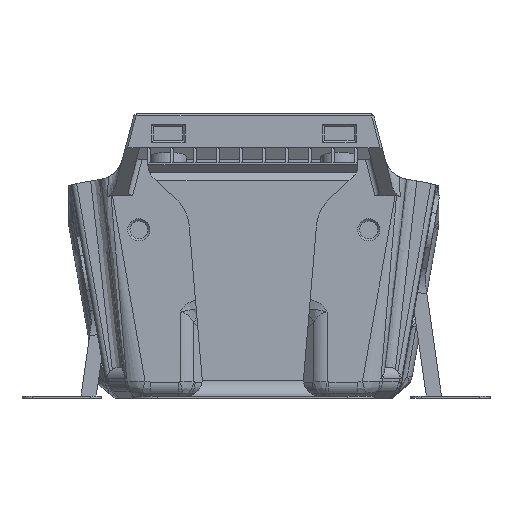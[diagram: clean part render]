
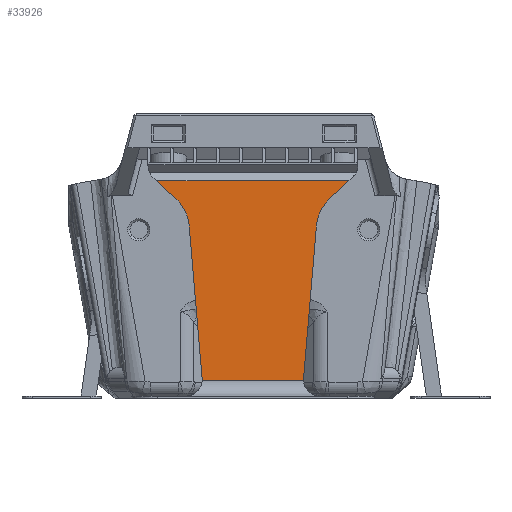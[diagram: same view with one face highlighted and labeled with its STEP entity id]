
A CAD part, front view. The second image highlights one B-rep face of the part: STEP entity #33926.
In plain terms, the highlighted planar face has unit normal (0, -1, 0).
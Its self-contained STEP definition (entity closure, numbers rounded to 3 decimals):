
#2739=LINE('',#52178,#5845);
#2741=LINE('',#52185,#5847);
#2742=LINE('',#52190,#5848);
#2743=LINE('',#52192,#5849);
#2744=LINE('',#52194,#5850);
#2745=LINE('',#52198,#5851);
#5845=VECTOR('',#40218,1000.);
#5847=VECTOR('',#40224,1000.);
#5848=VECTOR('',#40229,1000.);
#5849=VECTOR('',#40230,1000.);
#5850=VECTOR('',#40231,1000.);
#5851=VECTOR('',#40234,1000.);
#10243=ORIENTED_EDGE('',*,*,#19759,.T.);
#10244=ORIENTED_EDGE('',*,*,#19760,.T.);
#10245=ORIENTED_EDGE('',*,*,#19761,.T.);
#10246=ORIENTED_EDGE('',*,*,#19757,.F.);
#10247=ORIENTED_EDGE('',*,*,#19762,.T.);
#10248=ORIENTED_EDGE('',*,*,#19763,.T.);
#10249=ORIENTED_EDGE('',*,*,#19764,.F.);
#10250=ORIENTED_EDGE('',*,*,#19765,.F.);
#10251=ORIENTED_EDGE('',*,*,#19766,.T.);
#10252=ORIENTED_EDGE('',*,*,#19767,.T.);
#19757=EDGE_CURVE('',#24658,#24659,#2739,.T.);
#19759=EDGE_CURVE('',#24660,#24661,#27543,.T.);
#19760=EDGE_CURVE('',#24661,#24662,#2741,.F.);
#19761=EDGE_CURVE('',#24662,#24659,#27544,.T.);
#19762=EDGE_CURVE('',#24658,#24663,#27545,.T.);
#19763=EDGE_CURVE('',#24663,#24664,#2742,.T.);
#19764=EDGE_CURVE('',#24665,#24664,#2743,.T.);
#19765=EDGE_CURVE('',#24666,#24665,#2744,.T.);
#19766=EDGE_CURVE('',#24666,#24667,#27546,.T.);
#19767=EDGE_CURVE('',#24667,#24660,#2745,.T.);
#24658=VERTEX_POINT('',#52177);
#24659=VERTEX_POINT('',#52179);
#24660=VERTEX_POINT('',#52183);
#24661=VERTEX_POINT('',#52184);
#24662=VERTEX_POINT('',#52186);
#24663=VERTEX_POINT('',#52189);
#24664=VERTEX_POINT('',#52191);
#24665=VERTEX_POINT('',#52193);
#24666=VERTEX_POINT('',#52195);
#24667=VERTEX_POINT('',#52197);
#27543=CIRCLE('',#36204,3.);
#27544=CIRCLE('',#36205,3.);
#27545=CIRCLE('',#36206,8.);
#27546=CIRCLE('',#36207,8.);
#28619=EDGE_LOOP('',(#10243,#10244,#10245,#10246,#10247,#10248,#10249,#10250,
#10251,#10252));
#30727=FACE_BOUND('',#28619,.T.);
#32691=PLANE('',#36203);
#33926=ADVANCED_FACE('',(#30727),#32691,.F.);
#36203=AXIS2_PLACEMENT_3D('',#52181,#40220,#40221);
#36204=AXIS2_PLACEMENT_3D('',#52182,#40222,#40223);
#36205=AXIS2_PLACEMENT_3D('',#52187,#40225,#40226);
#36206=AXIS2_PLACEMENT_3D('',#52188,#40227,#40228);
#36207=AXIS2_PLACEMENT_3D('',#52196,#40232,#40233);
#40218=DIRECTION('',(-0.084,0.,-0.996));
#40220=DIRECTION('',(0.,1.,0.));
#40221=DIRECTION('',(0.,0.,1.));
#40222=DIRECTION('',(0.,1.,0.));
#40223=DIRECTION('',(0.,0.,1.));
#40224=DIRECTION('',(-1.,0.,0.));
#40225=DIRECTION('',(0.,1.,0.));
#40226=DIRECTION('',(0.,0.,1.));
#40227=DIRECTION('',(0.,1.,0.));
#40228=DIRECTION('',(0.,0.,1.));
#40229=DIRECTION('',(0.731,0.,0.682));
#40230=DIRECTION('',(1.,0.,0.));
#40231=DIRECTION('',(-0.731,0.,0.682));
#40232=DIRECTION('',(0.,1.,0.));
#40233=DIRECTION('',(0.,0.,1.));
#40234=DIRECTION('',(0.084,0.,-0.996));
#52177=CARTESIAN_POINT('',(11.856,-32.314,32.579));
#52178=CARTESIAN_POINT('',(36.482,-32.314,324.724));
#52179=CARTESIAN_POINT('',(9.418,-32.314,3.652));
#52181=CARTESIAN_POINT('',(0.,-32.314,327.8));
#52182=CARTESIAN_POINT('',(-12.767,-32.314,3.4));
#52183=CARTESIAN_POINT('',(-9.777,-32.314,3.652));
#52184=CARTESIAN_POINT('',(-9.767,-32.314,3.4));
#52185=CARTESIAN_POINT('',(9.143,-32.314,3.4));
#52186=CARTESIAN_POINT('',(9.407,-32.314,3.4));
#52187=CARTESIAN_POINT('',(12.407,-32.314,3.4));
#52188=CARTESIAN_POINT('',(19.828,-32.314,31.907));
#52189=CARTESIAN_POINT('',(14.372,-32.314,37.757));
#52190=CARTESIAN_POINT('',(16.736,-32.314,39.963));
#52191=CARTESIAN_POINT('',(17.982,-32.314,41.124));
#52192=CARTESIAN_POINT('',(-65.369,-32.314,41.124));
#52193=CARTESIAN_POINT('',(-18.341,-32.314,41.124));
#52194=CARTESIAN_POINT('',(-17.096,-32.314,39.963));
#52195=CARTESIAN_POINT('',(-14.731,-32.314,37.757));
#52196=CARTESIAN_POINT('',(-20.187,-32.314,31.907));
#52197=CARTESIAN_POINT('',(-12.216,-32.314,32.579));
#52198=CARTESIAN_POINT('',(-36.839,-32.314,324.694));
